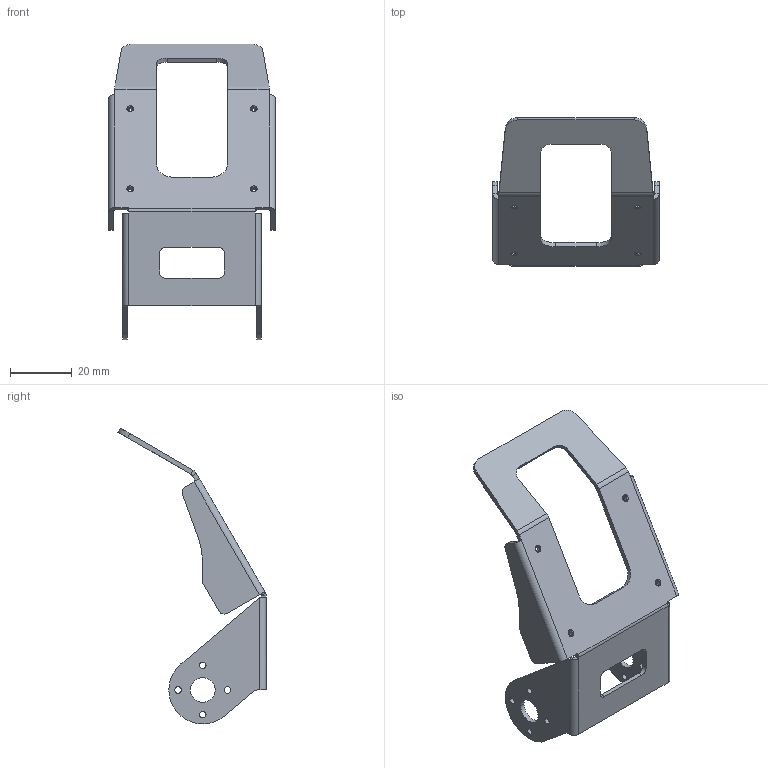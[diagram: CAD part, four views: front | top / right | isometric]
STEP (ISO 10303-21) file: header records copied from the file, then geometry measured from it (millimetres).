
FILE_DESCRIPTION((''),'2;1');
FILE_NAME('FR04_E171','2011-07-04T',('Andy'),(''),'PRO/ENGINEER BY PARAMETRIC TECHNOLOGY CORPORATION, 2009060','PRO/ENGINEER BY PARAMETRIC TECHNOLOGY CORPORATION, 2009060','');
FILE_SCHEMA(('CONFIG_CONTROL_DESIGN'));
Length unit declared in the file: millimetre
Products named in the file (1): FR04_E171
Bounding box: 54 x 48 x 95.84 mm (x, y, z)
Volume: 8832.2 mm3; surface area: 12950.4 mm2
Topology: 1 solids, 1 shells, 142 faces, 366 edges, 224 vertices
Faces by surface type: cylinder 68, plane 62, cone 8, bspline 4
Entity records: 4547 total; most frequent: CARTESIAN_POINT 923, DIRECTION 770, ORIENTED_EDGE 732, EDGE_CURVE 366, AXIS2_PLACEMENT_3D 278, VERTEX_POINT 224, VECTOR 214, LINE 214
